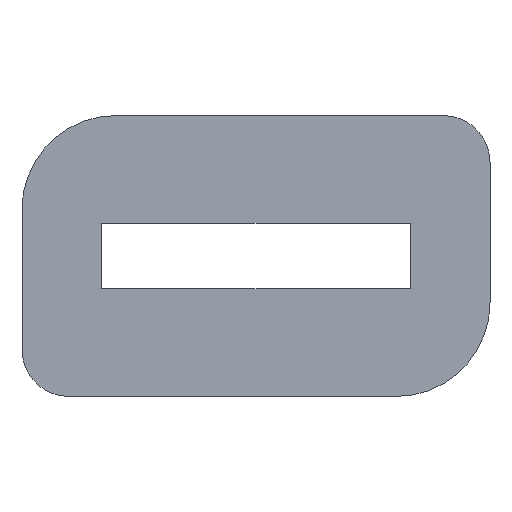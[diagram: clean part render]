
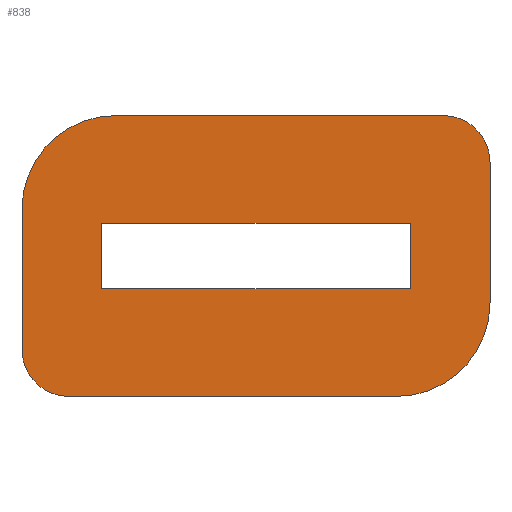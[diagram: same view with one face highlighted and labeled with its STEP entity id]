
A CAD part, front view. The second image highlights one B-rep face of the part: STEP entity #838.
In plain terms, the highlighted planar face has unit normal (0, -1, 0).
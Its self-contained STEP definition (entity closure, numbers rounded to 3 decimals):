
#20=FACE_BOUND('',#136,.T.);
#46=PLANE('',#936);
#88=FACE_OUTER_BOUND('',#135,.T.);
#135=EDGE_LOOP('',(#769,#770,#771,#772,#773,#774,#775,#776));
#136=EDGE_LOOP('',(#777,#778,#779,#780));
#141=LINE('',#1194,#225);
#159=LINE('',#1239,#243);
#167=LINE('',#1267,#251);
#172=LINE('',#1288,#256);
#175=LINE('',#1293,#259);
#177=LINE('',#1297,#261);
#179=LINE('',#1300,#263);
#219=LINE('',#1417,#303);
#225=VECTOR('',#951,10.);
#243=VECTOR('',#983,10.);
#251=VECTOR('',#1011,10.);
#256=VECTOR('',#1028,10.);
#259=VECTOR('',#1033,10.);
#261=VECTOR('',#1037,10.);
#263=VECTOR('',#1041,10.);
#303=VECTOR('',#1171,10.);
#305=CIRCLE('',#860,10.);
#310=CIRCLE('',#868,10.);
#316=CIRCLE('',#876,5.);
#317=CIRCLE('',#878,5.);
#341=VERTEX_POINT('',#1181);
#342=VERTEX_POINT('',#1182);
#346=VERTEX_POINT('',#1192);
#364=VERTEX_POINT('',#1232);
#365=VERTEX_POINT('',#1233);
#366=VERTEX_POINT('',#1238);
#375=VERTEX_POINT('',#1261);
#376=VERTEX_POINT('',#1263);
#385=VERTEX_POINT('',#1286);
#386=VERTEX_POINT('',#1287);
#387=VERTEX_POINT('',#1292);
#388=VERTEX_POINT('',#1296);
#421=EDGE_CURVE('',#341,#342,#305,.T.);
#427=EDGE_CURVE('',#341,#346,#141,.T.);
#446=EDGE_CURVE('',#364,#365,#310,.T.);
#449=EDGE_CURVE('',#365,#366,#159,.T.);
#460=EDGE_CURVE('',#366,#346,#316,.T.);
#462=EDGE_CURVE('',#375,#376,#317,.T.);
#464=EDGE_CURVE('',#342,#375,#167,.T.);
#474=EDGE_CURVE('',#385,#386,#172,.T.);
#477=EDGE_CURVE('',#386,#387,#175,.T.);
#479=EDGE_CURVE('',#387,#388,#177,.T.);
#481=EDGE_CURVE('',#388,#385,#179,.T.);
#539=EDGE_CURVE('',#364,#376,#219,.T.);
#769=ORIENTED_EDGE('',*,*,#421,.F.);
#770=ORIENTED_EDGE('',*,*,#427,.T.);
#771=ORIENTED_EDGE('',*,*,#460,.F.);
#772=ORIENTED_EDGE('',*,*,#449,.F.);
#773=ORIENTED_EDGE('',*,*,#446,.F.);
#774=ORIENTED_EDGE('',*,*,#539,.T.);
#775=ORIENTED_EDGE('',*,*,#462,.F.);
#776=ORIENTED_EDGE('',*,*,#464,.F.);
#777=ORIENTED_EDGE('',*,*,#479,.T.);
#778=ORIENTED_EDGE('',*,*,#481,.T.);
#779=ORIENTED_EDGE('',*,*,#474,.T.);
#780=ORIENTED_EDGE('',*,*,#477,.T.);
#838=ADVANCED_FACE('',(#88,#20),#46,.T.);
#860=AXIS2_PLACEMENT_3D('',#1183,#941,#942);
#868=AXIS2_PLACEMENT_3D('',#1234,#977,#978);
#876=AXIS2_PLACEMENT_3D('',#1259,#1001,#1002);
#878=AXIS2_PLACEMENT_3D('',#1264,#1006,#1007);
#936=AXIS2_PLACEMENT_3D('',#1421,#1177,#1178);
#941=DIRECTION('center_axis',(0.,1.,0.));
#942=DIRECTION('ref_axis',(0.707,0.,-0.707));
#951=DIRECTION('',(0.,0.,1.));
#977=DIRECTION('center_axis',(0.,1.,0.));
#978=DIRECTION('ref_axis',(-0.707,0.,0.707));
#983=DIRECTION('',(1.,0.,0.));
#1001=DIRECTION('center_axis',(0.,1.,0.));
#1002=DIRECTION('ref_axis',(0.707,0.,0.707));
#1006=DIRECTION('center_axis',(0.,1.,0.));
#1007=DIRECTION('ref_axis',(-0.707,0.,-0.707));
#1011=DIRECTION('',(-1.,0.,0.));
#1028=DIRECTION('',(0.,0.,1.));
#1033=DIRECTION('',(1.,0.,0.));
#1037=DIRECTION('',(0.,0.,-1.));
#1041=DIRECTION('',(-1.,0.,0.));
#1171=DIRECTION('',(0.,0.,-1.));
#1177=DIRECTION('center_axis',(0.,-1.,0.));
#1178=DIRECTION('ref_axis',(1.,0.,0.));
#1181=CARTESIAN_POINT('',(25.,-2.5,-5.));
#1182=CARTESIAN_POINT('',(15.,-2.5,-15.));
#1183=CARTESIAN_POINT('Origin',(15.,-2.5,-5.));
#1192=CARTESIAN_POINT('',(25.,-2.5,10.));
#1194=CARTESIAN_POINT('',(25.,-2.5,0.));
#1232=CARTESIAN_POINT('',(-25.,-2.5,5.));
#1233=CARTESIAN_POINT('',(-15.,-2.5,15.));
#1234=CARTESIAN_POINT('Origin',(-15.,-2.5,5.));
#1238=CARTESIAN_POINT('',(20.,-2.5,15.));
#1239=CARTESIAN_POINT('',(-25.,-2.5,15.));
#1259=CARTESIAN_POINT('Origin',(20.,-2.5,10.));
#1261=CARTESIAN_POINT('',(-20.,-2.5,-15.));
#1263=CARTESIAN_POINT('',(-25.,-2.5,-10.));
#1264=CARTESIAN_POINT('Origin',(-20.,-2.5,-10.));
#1267=CARTESIAN_POINT('',(-25.,-2.5,-15.));
#1286=CARTESIAN_POINT('',(-16.5,-2.5,-3.5));
#1287=CARTESIAN_POINT('',(-16.5,-2.5,3.5));
#1288=CARTESIAN_POINT('',(-16.5,-2.5,1.75));
#1292=CARTESIAN_POINT('',(16.5,-2.5,3.5));
#1293=CARTESIAN_POINT('',(-4.25,-2.5,3.5));
#1296=CARTESIAN_POINT('',(16.5,-2.5,-3.5));
#1297=CARTESIAN_POINT('',(16.5,-2.5,-1.75));
#1300=CARTESIAN_POINT('',(-20.75,-2.5,-3.5));
#1417=CARTESIAN_POINT('',(-25.,-2.5,0.));
#1421=CARTESIAN_POINT('Origin',(-25.,-2.5,0.));
